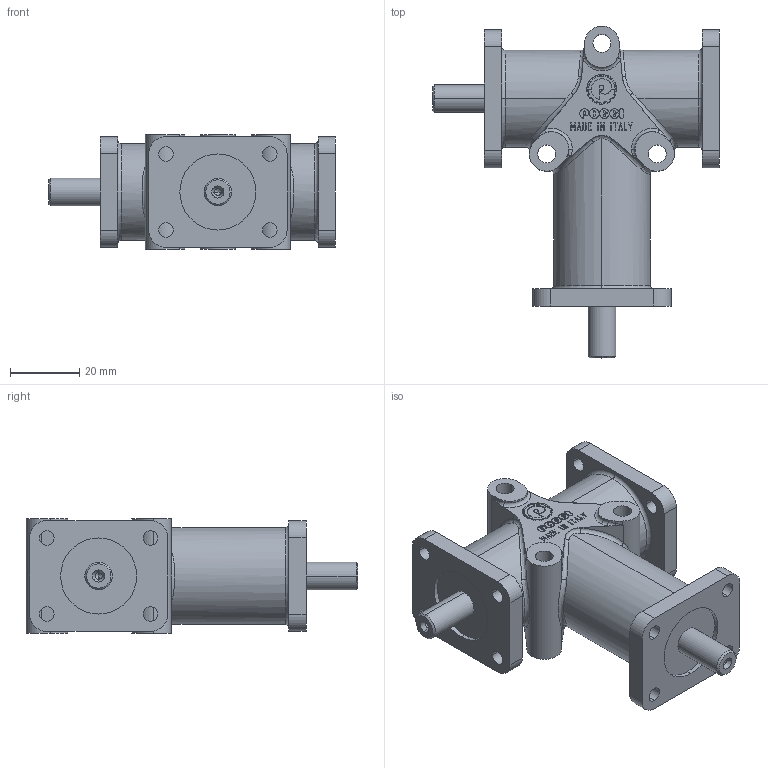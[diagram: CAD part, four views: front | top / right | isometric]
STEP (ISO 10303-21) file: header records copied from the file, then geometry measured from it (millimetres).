
FILE_DESCRIPTION(('STEP AP214'),'1');
FILE_NAME('185000112.stp','2017-01-12T13:02:49',('TraceParts'),('TraceParts S.A.'),'Spatial InterOp 3D',' ',' ');
FILE_SCHEMA(('automotive_design'));
Length unit declared in the file: millimetre
Products named in the file (1): 1
Bounding box: 83 x 96 x 33 mm (x, y, z)
Volume: 88388.9 mm3; surface area: 21002.9 mm2
Topology: 1 solids, 1 shells, 820 faces, 2247 edges, 1473 vertices
Faces by surface type: plane 381, extrusion 240, cylinder 115, bspline 56, torus 16, cone 12
Entity records: 48908 total; most frequent: CARTESIAN_POINT 22857, ORIENTED_EDGE 4462, DIRECTION 3158, EDGE_CURVE 2231, VERTEX_POINT 1473, VECTOR 1386, LINE 1146, B_SPLINE_CURVE_WITH_KNOTS 964
